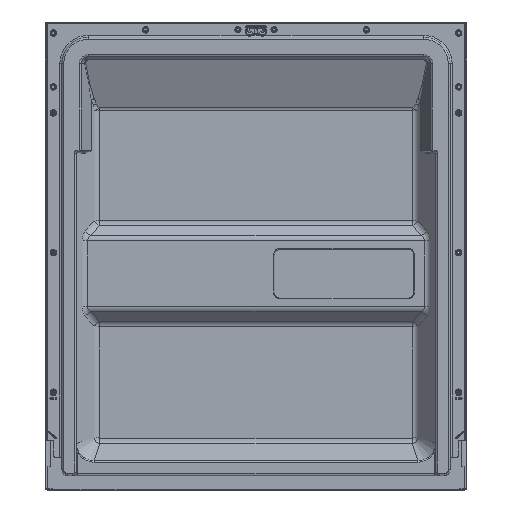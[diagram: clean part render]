
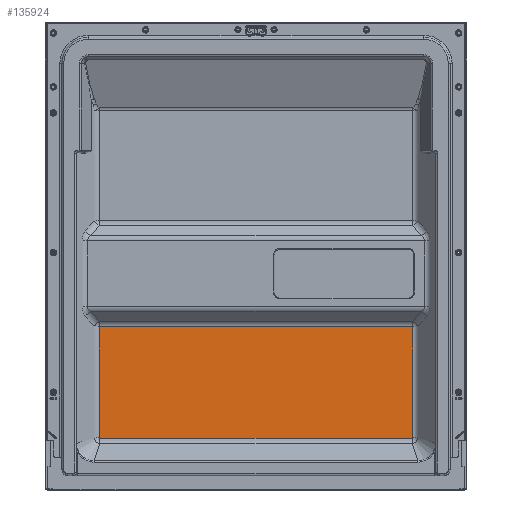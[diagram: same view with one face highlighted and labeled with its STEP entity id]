
A CAD part, top view. The second image highlights one B-rep face of the part: STEP entity #135924.
In plain terms, the highlighted face is planar.
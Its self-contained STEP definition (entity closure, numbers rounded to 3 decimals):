
#117011=CARTESIAN_POINT('',(218.647,230.359,16.1));
#117012=CARTESIAN_POINT('',(218.647,230.335,16.1));
#117013=CARTESIAN_POINT('',(218.643,230.288,16.1));
#117014=CARTESIAN_POINT('',(218.628,230.216,16.1));
#117015=CARTESIAN_POINT('',(218.604,230.148,16.1));
#117016=CARTESIAN_POINT('',(218.569,230.084,16.1));
#117017=CARTESIAN_POINT('',(218.526,230.026,16.1));
#117018=CARTESIAN_POINT('',(218.474,229.974,16.1));
#117019=CARTESIAN_POINT('',(218.416,229.931,16.1));
#117020=CARTESIAN_POINT('',(218.352,229.896,16.1));
#117021=CARTESIAN_POINT('',(218.284,229.872,16.1));
#117022=CARTESIAN_POINT('',(218.212,229.857,16.1));
#117023=CARTESIAN_POINT('',(218.165,229.853,16.1));
#117024=CARTESIAN_POINT('',(218.141,229.853,16.1));
#117026=DIRECTION('',(0.,-1.,0.));
#117027=VECTOR('',#117026,154.998);
#117028=CARTESIAN_POINT('',(218.647,385.358,16.1));
#117029=LINE('',#117028,#117027);
#117030=DIRECTION('',(0.,-1.,0.));
#117031=VECTOR('',#117030,154.998);
#117032=CARTESIAN_POINT('',(-218.647,385.358,16.1));
#117033=LINE('',#117032,#117031);
#117034=CARTESIAN_POINT('',(-218.647,230.359,16.1));
#117035=CARTESIAN_POINT('',(-218.647,230.335,16.1));
#117036=CARTESIAN_POINT('',(-218.643,230.288,16.1));
#117037=CARTESIAN_POINT('',(-218.628,230.216,16.1));
#117038=CARTESIAN_POINT('',(-218.604,230.148,16.1));
#117039=CARTESIAN_POINT('',(-218.569,230.084,16.1));
#117040=CARTESIAN_POINT('',(-218.526,230.026,16.1));
#117041=CARTESIAN_POINT('',(-218.474,229.974,16.1));
#117042=CARTESIAN_POINT('',(-218.416,229.931,16.1));
#117043=CARTESIAN_POINT('',(-218.352,229.896,16.1));
#117044=CARTESIAN_POINT('',(-218.284,229.872,16.1));
#117045=CARTESIAN_POINT('',(-218.212,229.857,16.1));
#117046=CARTESIAN_POINT('',(-218.165,229.853,16.1));
#117047=CARTESIAN_POINT('',(-218.141,229.853,16.1));
#117066=DIRECTION('',(1.,0.,0.));
#117067=VECTOR('',#117066,436.281);
#117068=CARTESIAN_POINT('',(-218.141,229.853,16.1));
#117069=LINE('',#117068,#117067);
#117459=DIRECTION('',(-1.,0.,0.));
#117460=VECTOR('',#117459,437.293);
#117461=CARTESIAN_POINT('',(218.647,385.358,16.1));
#117462=LINE('',#117461,#117460);
#134311=VERTEX_POINT('',#117011);
#134312=VERTEX_POINT('',#117024);
#134315=CARTESIAN_POINT('',(218.647,385.358,16.1));
#134316=VERTEX_POINT('',#134315);
#134583=VERTEX_POINT('',#117034);
#134584=VERTEX_POINT('',#117047);
#134587=CARTESIAN_POINT('',(-218.647,385.358,16.1));
#134588=VERTEX_POINT('',#134587);
#135905=CARTESIAN_POINT('',(0.,225.19,16.1));
#135906=DIRECTION('',(0.,0.,-1.));
#135907=DIRECTION('',(0.,1.,0.));
#135908=AXIS2_PLACEMENT_3D('',#135905,#135906,#135907);
#135909=PLANE('',#135908);
#135911=ORIENTED_EDGE('',*,*,#135910,.T.);
#135913=ORIENTED_EDGE('',*,*,#135912,.F.);
#135915=ORIENTED_EDGE('',*,*,#135914,.F.);
#135917=ORIENTED_EDGE('',*,*,#135916,.T.);
#135919=ORIENTED_EDGE('',*,*,#135918,.T.);
#135921=ORIENTED_EDGE('',*,*,#135920,.T.);
#135922=EDGE_LOOP('',(#135911,#135913,#135915,#135917,#135919,#135921));
#135923=FACE_OUTER_BOUND('',#135922,.F.);
#135924=ADVANCED_FACE('',(#135923),#135909,.T.);
#117025=B_SPLINE_CURVE_WITH_KNOTS('',3,(#117011,#117012,#117013,#117014,#117015,
#117016,#117017,#117018,#117019,#117020,#117021,#117022,#117023,#117024),
.UNSPECIFIED.,.F.,.F.,(4,1,1,1,1,1,1,1,1,1,1,4),(0.,0.091,
0.182,0.273,0.364,0.455,
0.545,0.636,0.727,0.818,
0.909,1.),.UNSPECIFIED.);
#117048=B_SPLINE_CURVE_WITH_KNOTS('',3,(#117034,#117035,#117036,#117037,#117038,
#117039,#117040,#117041,#117042,#117043,#117044,#117045,#117046,#117047),
.UNSPECIFIED.,.F.,.F.,(4,1,1,1,1,1,1,1,1,1,1,4),(0.,0.091,
0.182,0.273,0.364,0.455,
0.545,0.636,0.727,0.818,
0.909,1.),.UNSPECIFIED.);
#135910=EDGE_CURVE('',#134584,#134312,#117069,.T.);
#135912=EDGE_CURVE('',#134311,#134312,#117025,.T.);
#135914=EDGE_CURVE('',#134316,#134311,#117029,.T.);
#135916=EDGE_CURVE('',#134316,#134588,#117462,.T.);
#135918=EDGE_CURVE('',#134588,#134583,#117033,.T.);
#135920=EDGE_CURVE('',#134583,#134584,#117048,.T.);
